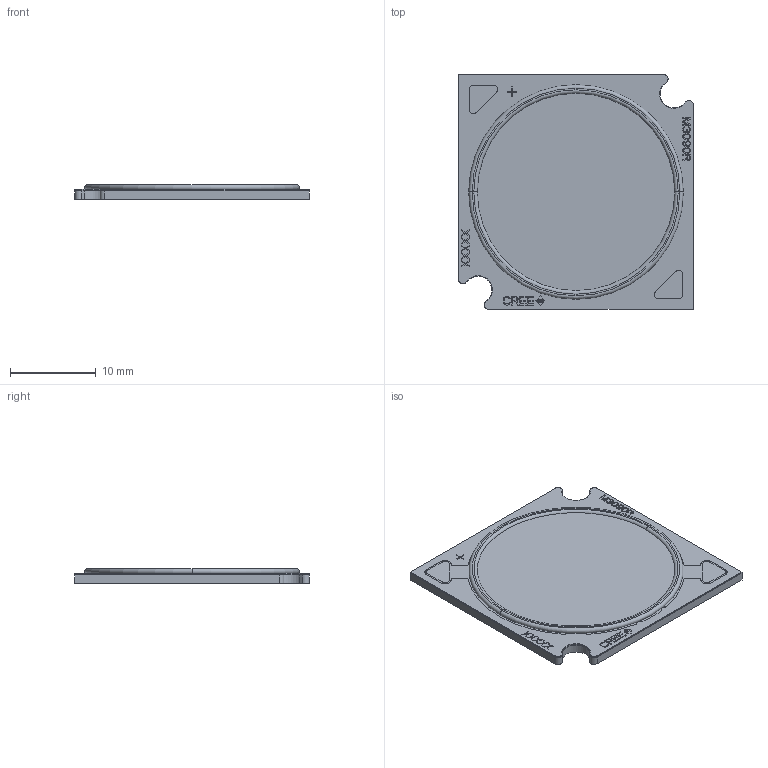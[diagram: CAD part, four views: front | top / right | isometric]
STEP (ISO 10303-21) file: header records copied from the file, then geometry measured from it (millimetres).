
FILE_DESCRIPTION((''),'2;1');
FILE_NAME('2500-00685_ASM','2017-08-11T',('dcronin'),(''),'PRO/ENGINEER BY PARAMETRIC TECHNOLOGY CORPORATION, 2010140','PRO/ENGINEER BY PARAMETRIC TECHNOLOGY CORPORATION, 2010140','');
FILE_SCHEMA(('CONFIG_CONTROL_DESIGN'));
Products named in the file (10): 2500-00685-ROUT; 2500-00685-TM; 2500-00685-SM; 2500-00685; 2500-00685-DI; 2500-00685-POS; 2500-00685-ENCAP; CREE_LOGO_NEW; M3090R_CMA; 2500-00685_ASM
Assembly tree (9 placements, depth 2):
  2500-00685_ASM
    2500-00685-ROUT
    2500-00685-TM
    2500-00685-SM
    2500-00685
    2500-00685-DI
    2500-00685-POS
    2500-00685-ENCAP
    CREE_LOGO_NEW
    M3090R_CMA
Bounding box: 27.35 x 27.35 x 1.7 mm (x, y, z)
Volume: 1085.3 mm3; surface area: 4821.1 mm2
Topology: 28 solids, 28 shells, 668 faces, 1836 edges, 1224 vertices
Faces by surface type: plane 554, cylinder 110, torus 4
Entity records: 21219 total; most frequent: CARTESIAN_POINT 3747, ORIENTED_EDGE 3672, DIRECTION 3442, EDGE_CURVE 1836, VECTOR 1604, LINE 1604, VERTEX_POINT 1224, AXIS2_PLACEMENT_3D 919
